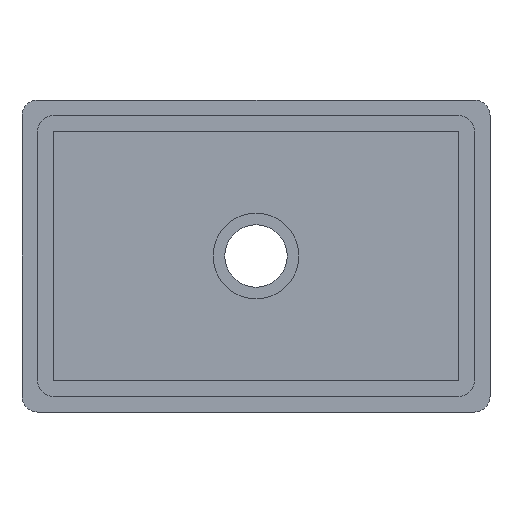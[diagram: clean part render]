
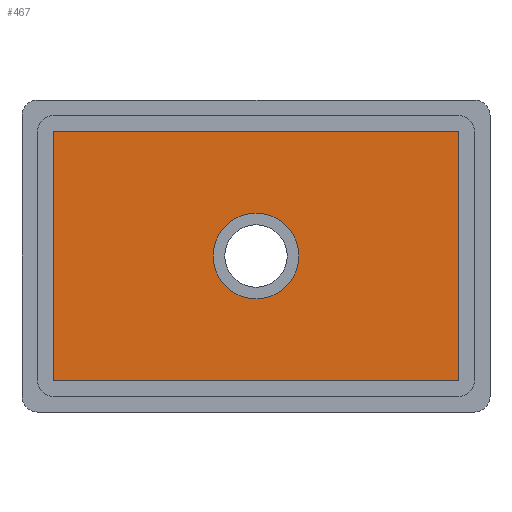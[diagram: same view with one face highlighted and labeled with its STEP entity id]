
A CAD part, front view. The second image highlights one B-rep face of the part: STEP entity #467.
In plain terms, the highlighted planar face has unit normal (0, -1, 0).
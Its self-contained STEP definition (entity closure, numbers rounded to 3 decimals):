
#16=FACE_BOUND('',#73,.T.);
#25=PLANE('',#521);
#44=FACE_OUTER_BOUND('',#72,.T.);
#72=EDGE_LOOP('',(#344,#345,#346,#347));
#73=EDGE_LOOP('',(#348));
#98=LINE('',#716,#144);
#102=LINE('',#724,#148);
#105=LINE('',#730,#151);
#108=LINE('',#735,#154);
#144=VECTOR('',#577,10.);
#148=VECTOR('',#583,10.);
#151=VECTOR('',#588,10.);
#154=VECTOR('',#593,10.);
#191=CIRCLE('',#515,5.5);
#211=VERTEX_POINT('',#709);
#212=VERTEX_POINT('',#714);
#213=VERTEX_POINT('',#715);
#216=VERTEX_POINT('',#723);
#218=VERTEX_POINT('',#729);
#257=EDGE_CURVE('',#211,#211,#191,.T.);
#258=EDGE_CURVE('',#212,#213,#98,.T.);
#262=EDGE_CURVE('',#216,#213,#102,.T.);
#265=EDGE_CURVE('',#218,#216,#105,.T.);
#268=EDGE_CURVE('',#212,#218,#108,.T.);
#344=ORIENTED_EDGE('',*,*,#258,.F.);
#345=ORIENTED_EDGE('',*,*,#268,.T.);
#346=ORIENTED_EDGE('',*,*,#265,.T.);
#347=ORIENTED_EDGE('',*,*,#262,.T.);
#348=ORIENTED_EDGE('',*,*,#257,.T.);
#467=ADVANCED_FACE('',(#44,#16),#25,.F.);
#515=AXIS2_PLACEMENT_3D('',#711,#571,#572);
#521=AXIS2_PLACEMENT_3D('',#737,#595,#596);
#571=DIRECTION('center_axis',(0.,1.,0.));
#572=DIRECTION('ref_axis',(1.,0.,0.));
#577=DIRECTION('',(0.,0.,-1.));
#583=DIRECTION('',(1.,0.,0.));
#588=DIRECTION('',(0.,0.,-1.));
#593=DIRECTION('',(-1.,0.,0.));
#595=DIRECTION('center_axis',(0.,1.,0.));
#596=DIRECTION('ref_axis',(0.,0.,1.));
#709=CARTESIAN_POINT('',(-5.5,19.,0.));
#711=CARTESIAN_POINT('Origin',(0.,19.,0.));
#714=CARTESIAN_POINT('',(26.,19.,16.));
#715=CARTESIAN_POINT('',(26.,19.,-16.));
#716=CARTESIAN_POINT('',(26.,19.,9.));
#723=CARTESIAN_POINT('',(-26.,19.,-16.));
#724=CARTESIAN_POINT('',(14.,19.,-16.));
#729=CARTESIAN_POINT('',(-26.,19.,16.));
#730=CARTESIAN_POINT('',(-26.,19.,-9.));
#735=CARTESIAN_POINT('',(-14.,19.,16.));
#737=CARTESIAN_POINT('Origin',(0.,19.,0.));
